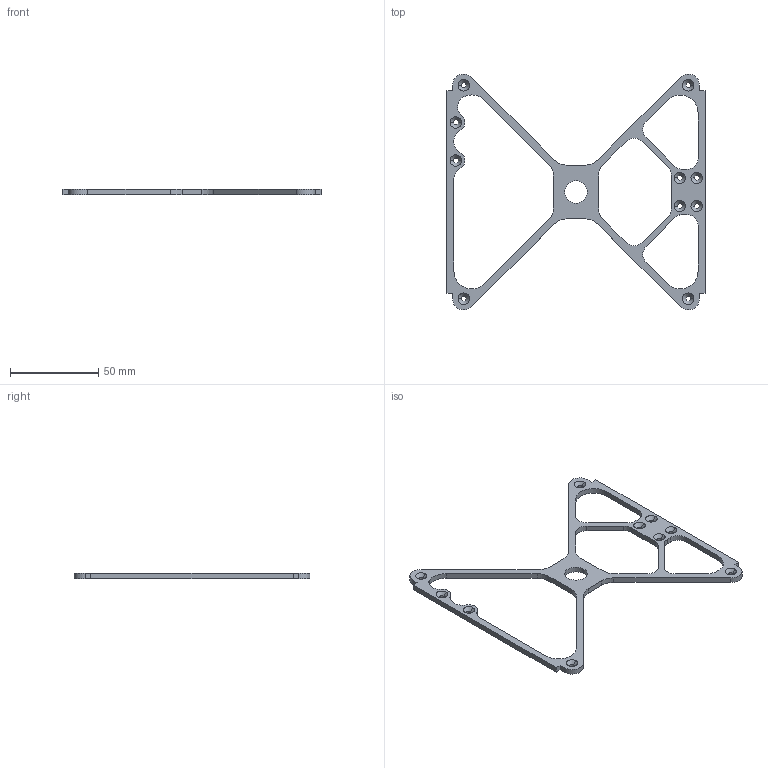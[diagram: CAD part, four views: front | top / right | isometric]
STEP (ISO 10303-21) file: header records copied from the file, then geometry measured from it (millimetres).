
FILE_DESCRIPTION (( 'STEP AP214' ), '1' );
FILE_NAME ('frame-lower-1.STEP', '2017-03-09T18:10:21', ( '' ), ( '' ), 'SwSTEP 2.0', 'SolidWorks 2016', '' );
FILE_SCHEMA (( 'AUTOMOTIVE_DESIGN' ));
Length unit declared in the file: inch
Products named in the file (1): frame-lower-1
Bounding box: 146.05 x 133.33 x 3.17 mm (x, y, z)
Volume: 12207.3 mm3; surface area: 12346.1 mm2
Topology: 1 solids, 1 shells, 112 faces, 310 edges, 200 vertices
Faces by surface type: cylinder 55, plane 37, cone 20
Entity records: 3704 total; most frequent: DIRECTION 666, CARTESIAN_POINT 623, ORIENTED_EDGE 620, EDGE_CURVE 310, AXIS2_PLACEMENT_3D 243, VERTEX_POINT 200, VECTOR 180, LINE 180
